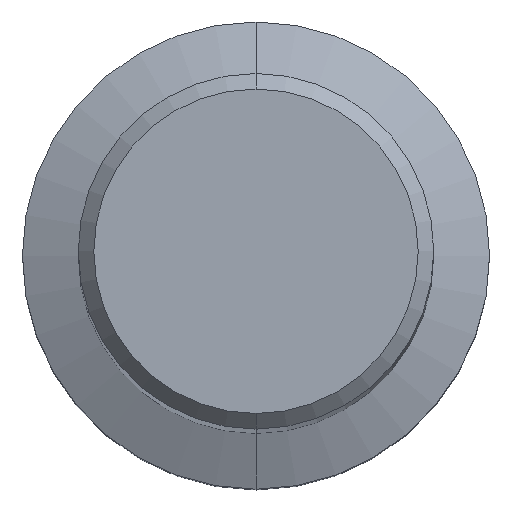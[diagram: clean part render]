
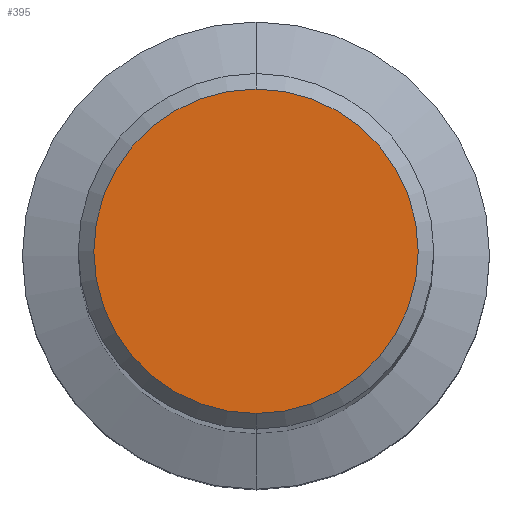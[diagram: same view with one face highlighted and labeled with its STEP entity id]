
A CAD part, top view. The second image highlights one B-rep face of the part: STEP entity #395.
In plain terms, the highlighted planar face has unit normal (0, 0, 1).
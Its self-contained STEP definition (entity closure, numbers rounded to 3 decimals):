
#239=EDGE_CURVE('',#255,#467,#597,.T.);
#255=VERTEX_POINT('',#615);
#395=ADVANCED_FACE('',(#768),#769,.T.);
#459=EDGE_CURVE('',#467,#255,#840,.T.);
#467=VERTEX_POINT('',#848);
#597=CIRCLE('',#1004,6.25);
#615=CARTESIAN_POINT('',(0.0,6.25,0.0));
#768=FACE_OUTER_BOUND('',#1355,.T.);
#769=PLANE('',#1356);
#840=CIRCLE('',#1527,6.25);
#848=CARTESIAN_POINT('',(0.,-6.25,0.0));
#1004=AXIS2_PLACEMENT_3D('',#1761,#1762,#1763);
#1355=EDGE_LOOP('',(#1951,#1952));
#1356=AXIS2_PLACEMENT_3D('',#1953,#1954,#1955);
#1527=AXIS2_PLACEMENT_3D('',#2037,#2038,#2039);
#1761=CARTESIAN_POINT('',(0.0,0.0,0.0));
#1762=DIRECTION('',(0.0,0.0,-1.0));
#1763=DIRECTION('',(0.0,1.0,0.0));
#1951=ORIENTED_EDGE('',*,*,#239,.F.);
#1952=ORIENTED_EDGE('',*,*,#459,.F.);
#1953=CARTESIAN_POINT('',(0.0,3.125,0.0));
#1954=DIRECTION('',(-0.0,0.0,1.0));
#1955=DIRECTION('',(0.0,-1.0,0.0));
#2037=CARTESIAN_POINT('',(0.0,0.0,0.0));
#2038=DIRECTION('',(0.0,0.0,-1.0));
#2039=DIRECTION('',(0.0,1.0,0.0));
